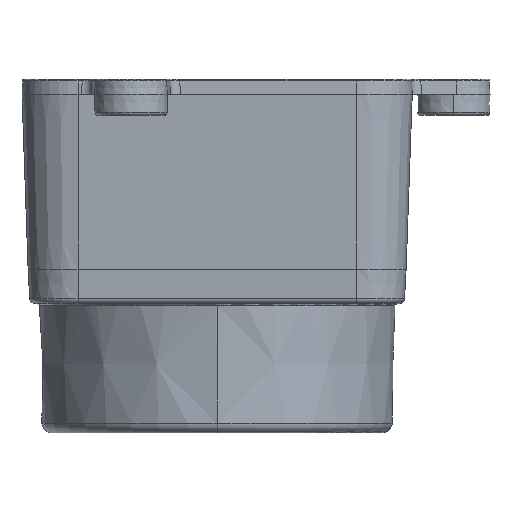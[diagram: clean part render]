
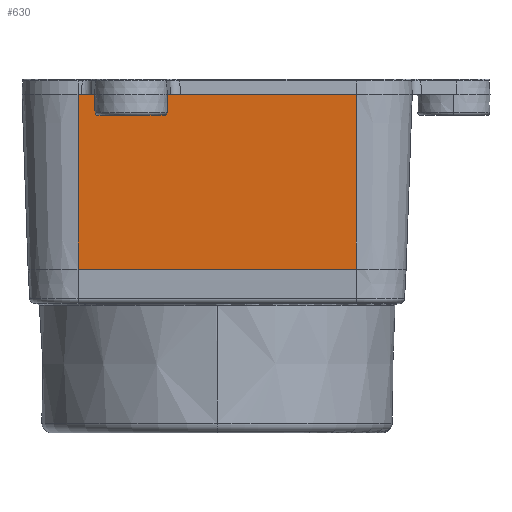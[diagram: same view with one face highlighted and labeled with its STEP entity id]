
A CAD part, left-side view. The second image highlights one B-rep face of the part: STEP entity #630.
In plain terms, the highlighted planar face has unit normal (-0.999, 0, -0.035).
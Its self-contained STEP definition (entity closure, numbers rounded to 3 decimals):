
#109=DIRECTION('',(0.,-1.,0.));
#110=VECTOR('',#109,27.5);
#111=CARTESIAN_POINT('',(-19.294,13.75,8.7));
#112=LINE('',#111,#110);
#113=DIRECTION('',(0.,1.,0.));
#114=VECTOR('',#113,27.5);
#115=CARTESIAN_POINT('',(-18.69,-13.75,-8.6));
#116=LINE('',#115,#114);
#117=DIRECTION('',(-0.035,0.,0.999));
#118=VECTOR('',#117,17.311);
#119=CARTESIAN_POINT('',(-18.69,13.75,-8.6));
#120=LINE('',#119,#118);
#131=DIRECTION('',(-0.035,0.,0.999));
#132=VECTOR('',#131,17.311);
#133=CARTESIAN_POINT('',(-18.69,-13.75,-8.6));
#134=LINE('',#133,#132);
#458=CARTESIAN_POINT('',(-19.294,-13.75,8.7));
#459=VERTEX_POINT('',#458);
#460=CARTESIAN_POINT('',(-19.294,13.75,8.7));
#461=VERTEX_POINT('',#460);
#481=CARTESIAN_POINT('',(-18.69,13.75,-8.6));
#482=VERTEX_POINT('',#481);
#483=CARTESIAN_POINT('',(-18.69,-13.75,-8.6));
#484=VERTEX_POINT('',#483);
#616=CARTESIAN_POINT('',(-18.69,15.443,-8.6));
#617=DIRECTION('',(0.999,0.,0.035));
#618=DIRECTION('',(0.,-1.,0.));
#619=AXIS2_PLACEMENT_3D('',#616,#617,#618);
#620=PLANE('',#619);
#622=ORIENTED_EDGE('',*,*,#621,.T.);
#624=ORIENTED_EDGE('',*,*,#623,.F.);
#626=ORIENTED_EDGE('',*,*,#625,.T.);
#627=ORIENTED_EDGE('',*,*,#608,.T.);
#628=EDGE_LOOP('',(#622,#624,#626,#627));
#629=FACE_OUTER_BOUND('',#628,.F.);
#608=EDGE_CURVE('',#482,#461,#120,.T.);
#621=EDGE_CURVE('',#461,#459,#112,.T.);
#623=EDGE_CURVE('',#484,#459,#134,.T.);
#625=EDGE_CURVE('',#484,#482,#116,.T.);
#630=ADVANCED_FACE('',(#629),#620,.F.);
